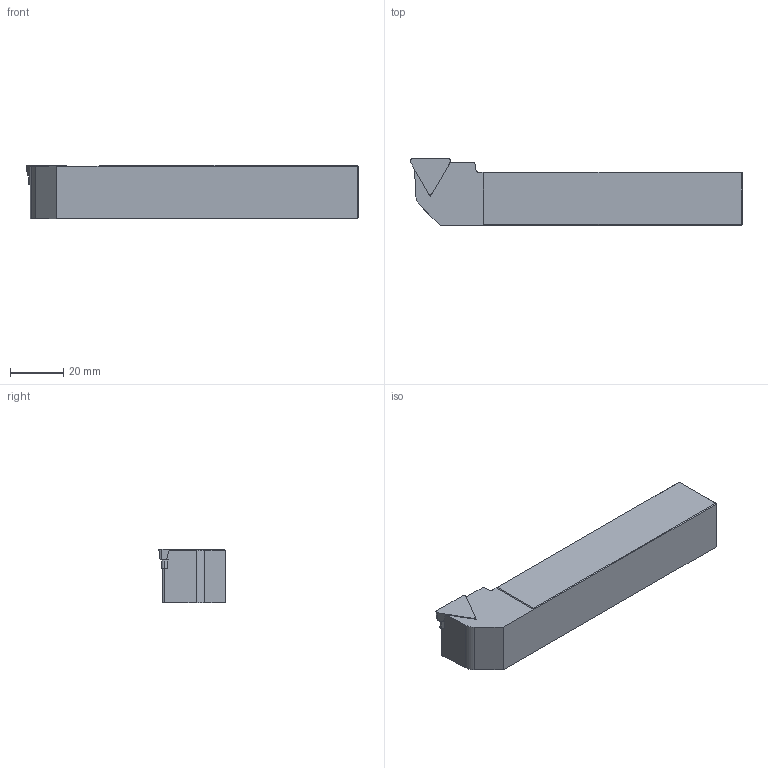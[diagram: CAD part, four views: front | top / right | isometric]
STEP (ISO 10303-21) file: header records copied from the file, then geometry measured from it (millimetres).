
FILE_DESCRIPTION(/* description */ (''),/* implementation_level */ '2;1');
FILE_NAME(/* name */ 'STGCL-2020-K16.stp',/* time_stamp */ '2023-10-06T17:05:43+03:00',/* author */ (''),/* organization */ (''),/* preprocessor_version */ 'ST-DEVELOPER v19.4',/* originating_system */ 'SIEMENS PLM Software NX2306.3001',/* authorisation */ '');
FILE_SCHEMA (('AUTOMOTIVE_DESIGN { 1 0 10303 214 3 1 1 1 }'));
Length unit declared in the file: millimetre
Products named in the file (1): model1
Bounding box: 125 x 25 x 20 mm (x, y, z)
Volume: 49952.5 mm3; surface area: 11087.1 mm2
Topology: 2 solids, 2 shells, 42 faces, 100 edges, 62 vertices
Faces by surface type: plane 33, cylinder 5, cone 4
Entity records: 1218 total; most frequent: CARTESIAN_POINT 205, DIRECTION 203, ORIENTED_EDGE 200, EDGE_CURVE 100, LINE 83, VECTOR 83, VERTEX_POINT 62, AXIS2_PLACEMENT_3D 60
